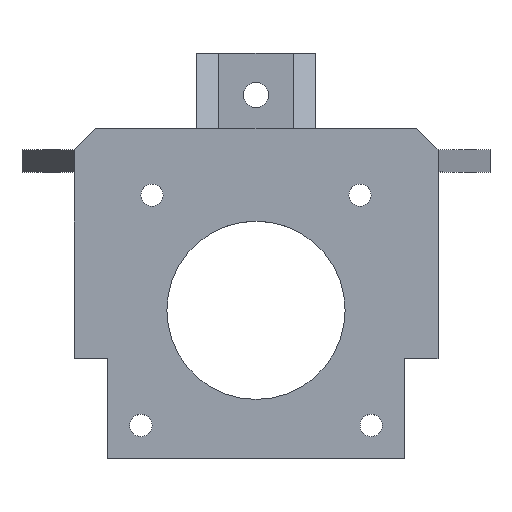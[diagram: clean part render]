
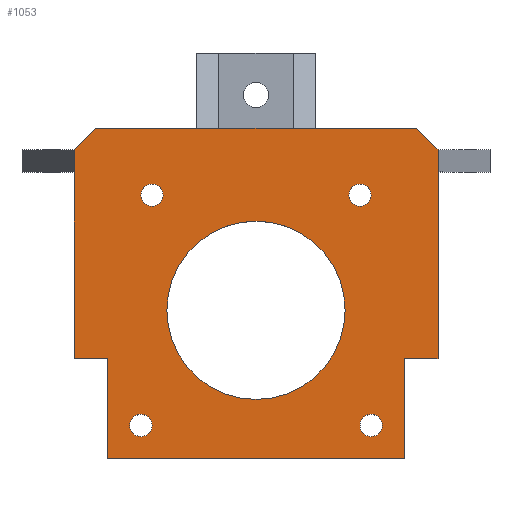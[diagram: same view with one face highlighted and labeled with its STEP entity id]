
A CAD part, top view. The second image highlights one B-rep face of the part: STEP entity #1053.
In plain terms, the highlighted planar face has unit normal (0, 0, 1).
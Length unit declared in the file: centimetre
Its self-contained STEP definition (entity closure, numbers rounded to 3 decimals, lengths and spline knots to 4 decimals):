
#41=FACE_BOUND('',#157,.T.);
#42=FACE_BOUND('',#158,.T.);
#43=FACE_BOUND('',#159,.T.);
#44=FACE_BOUND('',#160,.T.);
#45=FACE_BOUND('',#161,.T.);
#71=CIRCLE('',#1127,0.15);
#72=CIRCLE('',#1128,1.2);
#73=CIRCLE('',#1129,0.15);
#74=CIRCLE('',#1130,0.15);
#75=CIRCLE('',#1131,0.15);
#89=FACE_OUTER_BOUND('',#156,.T.);
#156=EDGE_LOOP('',(#739,#740,#741,#742,#743,#744,#745,#746,#747,#748,#749,
#750,#751,#752));
#157=EDGE_LOOP('',(#753));
#158=EDGE_LOOP('',(#754));
#159=EDGE_LOOP('',(#755));
#160=EDGE_LOOP('',(#756));
#161=EDGE_LOOP('',(#757));
#251=LINE('',#1523,#371);
#254=LINE('',#1528,#374);
#255=LINE('',#1530,#375);
#256=LINE('',#1532,#376);
#257=LINE('',#1534,#377);
#258=LINE('',#1536,#378);
#259=LINE('',#1538,#379);
#260=LINE('',#1540,#380);
#261=LINE('',#1542,#381);
#262=LINE('',#1544,#382);
#263=LINE('',#1546,#383);
#264=LINE('',#1548,#384);
#265=LINE('',#1550,#385);
#266=LINE('',#1551,#386);
#371=VECTOR('',#1229,1.);
#374=VECTOR('',#1234,1.);
#375=VECTOR('',#1235,1.);
#376=VECTOR('',#1236,1.);
#377=VECTOR('',#1237,1.);
#378=VECTOR('',#1238,1.);
#379=VECTOR('',#1239,1.);
#380=VECTOR('',#1240,1.);
#381=VECTOR('',#1241,1.);
#382=VECTOR('',#1242,1.);
#383=VECTOR('',#1243,1.);
#384=VECTOR('',#1244,1.);
#385=VECTOR('',#1245,1.);
#386=VECTOR('',#1246,1.);
#495=VERTEX_POINT('',#1521);
#496=VERTEX_POINT('',#1522);
#497=VERTEX_POINT('',#1527);
#498=VERTEX_POINT('',#1529);
#499=VERTEX_POINT('',#1531);
#500=VERTEX_POINT('',#1533);
#501=VERTEX_POINT('',#1535);
#502=VERTEX_POINT('',#1537);
#503=VERTEX_POINT('',#1539);
#504=VERTEX_POINT('',#1541);
#505=VERTEX_POINT('',#1543);
#506=VERTEX_POINT('',#1545);
#507=VERTEX_POINT('',#1547);
#508=VERTEX_POINT('',#1549);
#509=VERTEX_POINT('',#1552);
#510=VERTEX_POINT('',#1554);
#511=VERTEX_POINT('',#1556);
#512=VERTEX_POINT('',#1558);
#513=VERTEX_POINT('',#1560);
#594=EDGE_CURVE('',#495,#496,#251,.T.);
#597=EDGE_CURVE('',#496,#497,#254,.T.);
#598=EDGE_CURVE('',#497,#498,#255,.T.);
#599=EDGE_CURVE('',#498,#499,#256,.T.);
#600=EDGE_CURVE('',#499,#500,#257,.T.);
#601=EDGE_CURVE('',#500,#501,#258,.T.);
#602=EDGE_CURVE('',#501,#502,#259,.T.);
#603=EDGE_CURVE('',#502,#503,#260,.T.);
#604=EDGE_CURVE('',#503,#504,#261,.T.);
#605=EDGE_CURVE('',#504,#505,#262,.T.);
#606=EDGE_CURVE('',#505,#506,#263,.T.);
#607=EDGE_CURVE('',#506,#507,#264,.T.);
#608=EDGE_CURVE('',#507,#508,#265,.T.);
#609=EDGE_CURVE('',#508,#495,#266,.T.);
#610=EDGE_CURVE('',#509,#509,#71,.T.);
#611=EDGE_CURVE('',#510,#510,#72,.T.);
#612=EDGE_CURVE('',#511,#511,#73,.T.);
#613=EDGE_CURVE('',#512,#512,#74,.T.);
#614=EDGE_CURVE('',#513,#513,#75,.T.);
#739=ORIENTED_EDGE('',*,*,#594,.T.);
#740=ORIENTED_EDGE('',*,*,#597,.T.);
#741=ORIENTED_EDGE('',*,*,#598,.T.);
#742=ORIENTED_EDGE('',*,*,#599,.T.);
#743=ORIENTED_EDGE('',*,*,#600,.T.);
#744=ORIENTED_EDGE('',*,*,#601,.T.);
#745=ORIENTED_EDGE('',*,*,#602,.T.);
#746=ORIENTED_EDGE('',*,*,#603,.T.);
#747=ORIENTED_EDGE('',*,*,#604,.T.);
#748=ORIENTED_EDGE('',*,*,#605,.T.);
#749=ORIENTED_EDGE('',*,*,#606,.T.);
#750=ORIENTED_EDGE('',*,*,#607,.T.);
#751=ORIENTED_EDGE('',*,*,#608,.T.);
#752=ORIENTED_EDGE('',*,*,#609,.T.);
#753=ORIENTED_EDGE('',*,*,#610,.T.);
#754=ORIENTED_EDGE('',*,*,#611,.T.);
#755=ORIENTED_EDGE('',*,*,#612,.T.);
#756=ORIENTED_EDGE('',*,*,#613,.T.);
#757=ORIENTED_EDGE('',*,*,#614,.T.);
#1001=PLANE('',#1126);
#1053=ADVANCED_FACE('',(#89,#41,#42,#43,#44,#45),#1001,.T.);
#1126=AXIS2_PLACEMENT_3D('',#1526,#1232,#1233);
#1127=AXIS2_PLACEMENT_3D('',#1553,#1247,#1248);
#1128=AXIS2_PLACEMENT_3D('',#1555,#1249,#1250);
#1129=AXIS2_PLACEMENT_3D('',#1557,#1251,#1252);
#1130=AXIS2_PLACEMENT_3D('',#1559,#1253,#1254);
#1131=AXIS2_PLACEMENT_3D('',#1561,#1255,#1256);
#1229=DIRECTION('',(1.,0.,0.));
#1232=DIRECTION('center_axis',(0.,0.,1.));
#1233=DIRECTION('ref_axis',(1.,0.,0.));
#1234=DIRECTION('',(0.,1.,0.));
#1235=DIRECTION('',(-0.707,0.707,0.));
#1236=DIRECTION('',(-1.,0.,0.));
#1237=DIRECTION('',(-1.,0.,0.));
#1238=DIRECTION('',(-1.,0.,0.));
#1239=DIRECTION('',(-1.,0.,0.));
#1240=DIRECTION('',(-1.,0.,0.));
#1241=DIRECTION('',(-0.708,-0.706,0.));
#1242=DIRECTION('',(0.,-1.,0.));
#1243=DIRECTION('',(1.,0.,0.));
#1244=DIRECTION('',(0.,-1.,0.));
#1245=DIRECTION('',(1.,0.,0.));
#1246=DIRECTION('',(0.,1.,0.));
#1247=DIRECTION('center_axis',(0.,0.,-1.));
#1248=DIRECTION('ref_axis',(1.,0.,0.));
#1249=DIRECTION('center_axis',(0.,0.,-1.));
#1250=DIRECTION('ref_axis',(1.,0.,0.));
#1251=DIRECTION('center_axis',(0.,0.,-1.));
#1252=DIRECTION('ref_axis',(1.,0.,0.));
#1253=DIRECTION('center_axis',(0.,0.,-1.));
#1254=DIRECTION('ref_axis',(1.,0.,0.));
#1255=DIRECTION('center_axis',(0.,0.,-1.));
#1256=DIRECTION('ref_axis',(1.,0.,0.));
#1521=CARTESIAN_POINT('',(-0.45,1.35,0.3));
#1522=CARTESIAN_POINT('',(0.,1.35,0.3));
#1523=CARTESIAN_POINT('',(0.,1.35,0.3));
#1526=CARTESIAN_POINT('Origin',(-2.45,2.225,0.3));
#1527=CARTESIAN_POINT('',(0.,4.162,0.3));
#1528=CARTESIAN_POINT('',(0.,4.45,0.3));
#1529=CARTESIAN_POINT('',(-0.2877,4.45,0.3));
#1530=CARTESIAN_POINT('',(-0.2877,4.45,0.3));
#1531=CARTESIAN_POINT('',(-1.65,4.45,0.3));
#1532=CARTESIAN_POINT('',(-4.9,4.45,0.3));
#1533=CARTESIAN_POINT('',(-1.95,4.45,0.3));
#1534=CARTESIAN_POINT('',(-2.9179,4.45,0.3));
#1535=CARTESIAN_POINT('',(-2.95,4.45,0.3));
#1536=CARTESIAN_POINT('',(-2.9179,4.45,0.3));
#1537=CARTESIAN_POINT('',(-3.25,4.45,0.3));
#1538=CARTESIAN_POINT('',(-2.9179,4.45,0.3));
#1539=CARTESIAN_POINT('',(-4.6112,4.45,0.3));
#1540=CARTESIAN_POINT('',(-4.9,4.45,0.3));
#1541=CARTESIAN_POINT('',(-4.9,4.162,0.3));
#1542=CARTESIAN_POINT('',(-4.6112,4.45,0.3));
#1543=CARTESIAN_POINT('',(-4.9,1.35,0.3));
#1544=CARTESIAN_POINT('',(-4.9,0.,0.3));
#1545=CARTESIAN_POINT('',(-4.45,1.35,0.3));
#1546=CARTESIAN_POINT('',(-4.9,1.35,0.3));
#1547=CARTESIAN_POINT('',(-4.45,0.,0.3));
#1548=CARTESIAN_POINT('',(-4.45,1.35,0.3));
#1549=CARTESIAN_POINT('',(-0.45,0.,0.3));
#1550=CARTESIAN_POINT('',(0.,0.,0.3));
#1551=CARTESIAN_POINT('',(-0.45,1.35,0.3));
#1552=CARTESIAN_POINT('',(-1.05,0.45,0.3));
#1553=CARTESIAN_POINT('Origin',(-0.9,0.45,0.3));
#1554=CARTESIAN_POINT('',(-3.65,2.,0.3));
#1555=CARTESIAN_POINT('Origin',(-2.45,2.,0.3));
#1556=CARTESIAN_POINT('',(-1.2,3.55,0.3));
#1557=CARTESIAN_POINT('Origin',(-1.05,3.55,0.3));
#1558=CARTESIAN_POINT('',(-4.15,0.45,0.3));
#1559=CARTESIAN_POINT('Origin',(-4.,0.45,0.3));
#1560=CARTESIAN_POINT('',(-4.,3.55,0.3));
#1561=CARTESIAN_POINT('Origin',(-3.85,3.55,0.3));
